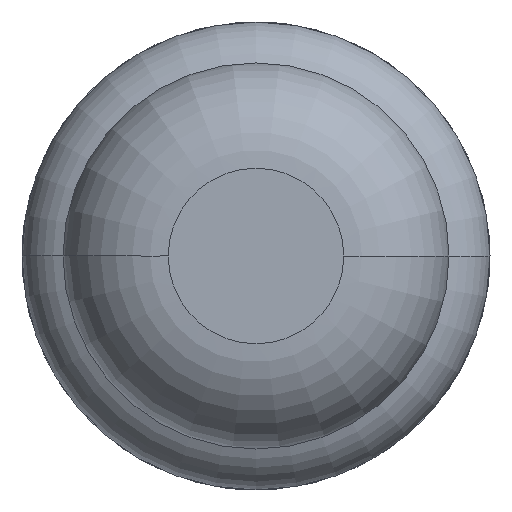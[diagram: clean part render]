
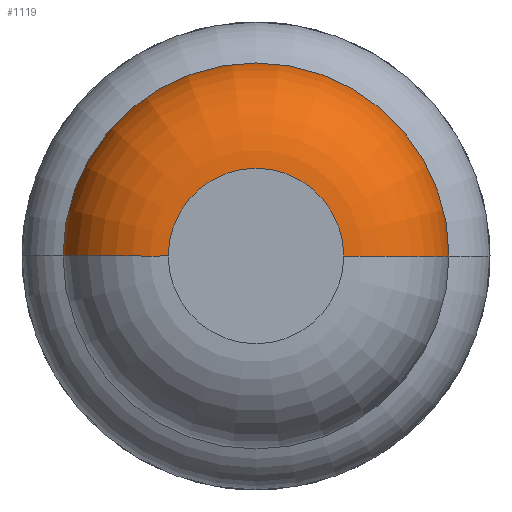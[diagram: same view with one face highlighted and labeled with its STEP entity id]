
A CAD part, front view. The second image highlights one B-rep face of the part: STEP entity #1119.
In plain terms, the highlighted toroidal (fillet/blend) face has major radius 0.375 mm and minor radius 0.45 mm.
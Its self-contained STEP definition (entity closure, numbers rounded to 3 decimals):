
#177 = ORIENTED_EDGE ( 'NONE', *, *, #2080, .T. ) ;
#179 = CARTESIAN_POINT ( 'NONE',  ( -0.375, -31.55, 0. ) ) ;
#380 = CARTESIAN_POINT ( 'NONE',  ( 0.375, -31.55, 0. ) ) ;
#415 = CIRCLE ( 'NONE', #1614, 0.45 ) ;
#434 = DIRECTION ( 'NONE',  ( 0., -1., 0. ) ) ;
#449 = EDGE_LOOP ( 'NONE', ( #177, #2611, #3090, #1974 ) ) ;
#454 = AXIS2_PLACEMENT_3D ( 'NONE', #1076, #2677, #3604 ) ;
#471 = CARTESIAN_POINT ( 'NONE',  ( -0.825, -31.55, 0. ) ) ;
#583 = CIRCLE ( 'NONE', #1970, 0.375 ) ;
#623 = CIRCLE ( 'NONE', #1397, 0.45 ) ;
#636 = EDGE_CURVE ( 'NONE', #3259, #3494, #415, .T. ) ;
#760 = DIRECTION ( 'NONE',  ( -1., 0., 0. ) ) ;
#955 = DIRECTION ( 'NONE',  ( 1., 0., 0. ) ) ;
#1016 = CIRCLE ( 'NONE', #454, 0.825 ) ;
#1076 = CARTESIAN_POINT ( 'NONE',  ( 0., -31.55, 0. ) ) ;
#1119 = ADVANCED_FACE ( 'Defeature ausgef�hrt1_7', ( #4154 ), #3827, .T. ) ;
#1253 = DIRECTION ( 'NONE',  ( 0., -1., 0. ) ) ;
#1397 = AXIS2_PLACEMENT_3D ( 'NONE', #179, #2726, #2434 ) ;
#1484 = CARTESIAN_POINT ( 'NONE',  ( 0.825, -31.55, 0. ) ) ;
#1614 = AXIS2_PLACEMENT_3D ( 'NONE', #380, #2039, #760 ) ;
#1650 = CARTESIAN_POINT ( 'NONE',  ( 0.375, -32., 0. ) ) ;
#1970 = AXIS2_PLACEMENT_3D ( 'NONE', #2028, #434, #2976 ) ;
#1974 = ORIENTED_EDGE ( 'NONE', *, *, #636, .F. ) ;
#2028 = CARTESIAN_POINT ( 'NONE',  ( 0., -32., 0. ) ) ;
#2039 = DIRECTION ( 'NONE',  ( 0., 0., -1. ) ) ;
#2080 = EDGE_CURVE ( 'Defeature ausgef�hrt1_7+Defeature ausgef�hrt1_8+Defeature ausgef�hrt1_8+Defeature ausgef�hrt1_8', #3259, #2081, #1016, .T. ) ;
#2081 = VERTEX_POINT ( 'NONE', #471 ) ;
#2434 = DIRECTION ( 'NONE',  ( 1., 0., 0. ) ) ;
#2611 = ORIENTED_EDGE ( 'NONE', *, *, #4082, .T. ) ;
#2677 = DIRECTION ( 'NONE',  ( 0., -1., 0. ) ) ;
#2726 = DIRECTION ( 'NONE',  ( 0., 0., 1. ) ) ;
#2889 = EDGE_CURVE ( 'Defeature ausgef�hrt1_6+Defeature ausgef�hrt1_7+Defeature ausgef�hrt1_7+Defeature ausgef�hrt1_7', #3494, #3802, #583, .T. ) ;
#2976 = DIRECTION ( 'NONE',  ( 1., 0., 0. ) ) ;
#3090 = ORIENTED_EDGE ( 'NONE', *, *, #2889, .F. ) ;
#3229 = AXIS2_PLACEMENT_3D ( 'NONE', #3520, #1253, #955 ) ;
#3259 = VERTEX_POINT ( 'NONE', #1484 ) ;
#3494 = VERTEX_POINT ( 'NONE', #1650 ) ;
#3520 = CARTESIAN_POINT ( 'NONE',  ( 0., -31.55, 0. ) ) ;
#3521 = CARTESIAN_POINT ( 'NONE',  ( -0.375, -32., 0. ) ) ;
#3604 = DIRECTION ( 'NONE',  ( 1., 0., 0. ) ) ;
#3802 = VERTEX_POINT ( 'NONE', #3521 ) ;
#3827 = TOROIDAL_SURFACE ( 'NONE', #3229, 0.375, 0.45 ) ;
#4082 = EDGE_CURVE ( 'NONE', #2081, #3802, #623, .T. ) ;
#4154 = FACE_OUTER_BOUND ( 'NONE', #449, .T. ) ;
